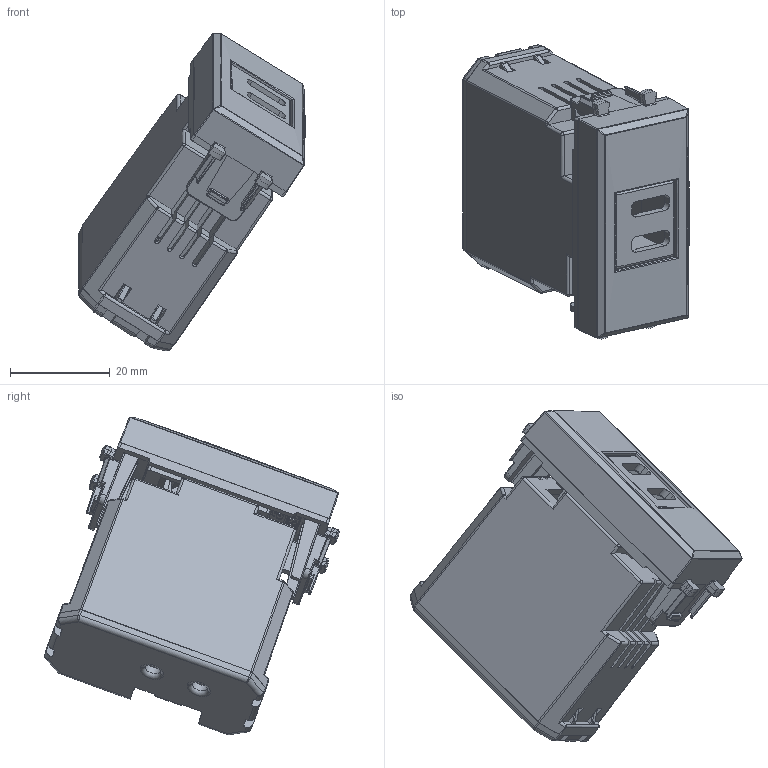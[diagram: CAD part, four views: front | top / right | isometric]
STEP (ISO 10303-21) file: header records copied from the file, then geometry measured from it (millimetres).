
FILE_DESCRIPTION(('CATIA V5 STEP Exchange'),'2;1');
FILE_NAME('442082USBCC.stp','2025-06-09T09:19:53+00:00',('none'),('none'),'CATIA Version 5-6 Release 2016 SP6','CATIA V5 STEP AP203','none');
FILE_SCHEMA(('CONFIG_CONTROL_DESIGN'));
Products named in the file (2): 442082USBCC; AS2503@
Assembly tree (5 placements, depth 3):
  442082USBCC
    AS2503@
      #65
      #14669
    #24956
    #70213
Bounding box: 45.26 x 58.91 x 63.59 mm (x, y, z)
Volume: 13644.2 mm3; surface area: 20944.9 mm2
Topology: 4 solids, 4 shells, 1927 faces, 5236 edges, 3196 vertices
Faces by surface type: plane 1116, cylinder 517, bspline 115, sphere 108, cone 28, extrusion 26, torus 17
Entity records: 70236 total; most frequent: CARTESIAN_POINT 27462, ORIENTED_EDGE 10220, DIRECTION 6492, EDGE_CURVE 5110, VERTEX_POINT 3192, VECTOR 2738, LINE 2712, AXIS2_PLACEMENT_3D 2167
